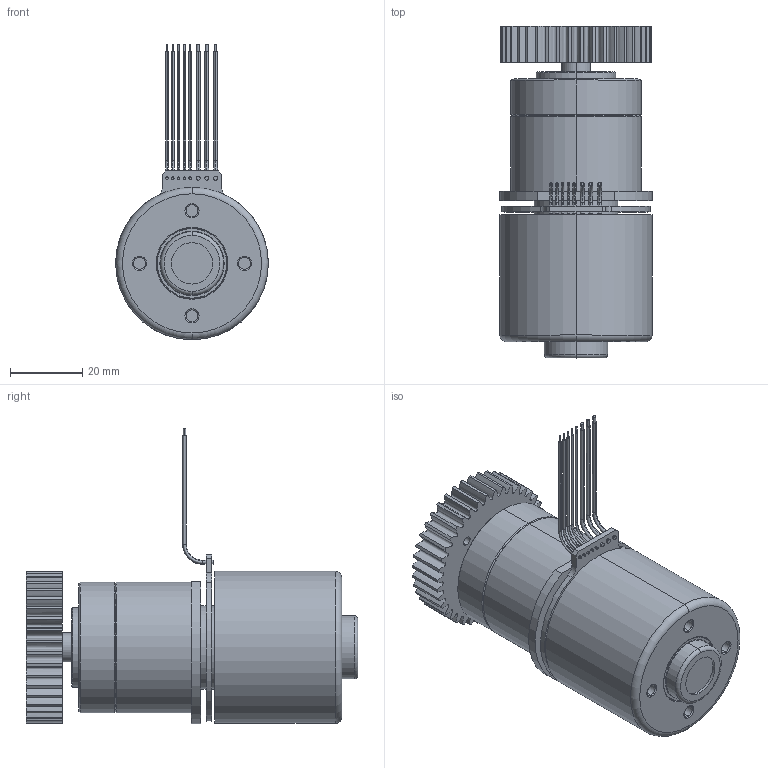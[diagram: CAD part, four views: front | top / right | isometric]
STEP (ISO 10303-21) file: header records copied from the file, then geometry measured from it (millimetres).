
FILE_DESCRIPTION (( 'STEP AP203' ), '1' );
FILE_NAME ('EPB042073S01 R0.STEP', '2024-07-21T08:13:09', ( '' ), ( '' ), 'SwSTEP 2.0', 'SolidWorks 2023', '' );
FILE_SCHEMA (( 'CONFIG_CONTROL_DESIGN' ));
Length unit declared in the file: millimetre
Products named in the file (1): EPB042073S01 R0
Bounding box: 42.2 x 91.6 x 81.6 mm (x, y, z)
Volume: 74805.4 mm3; surface area: 33532.3 mm2
Topology: 4 solids, 4 shells, 428 faces, 985 edges, 608 vertices
Faces by surface type: cylinder 223, plane 65, torus 50, cone 50, bspline 40
Entity records: 19722 total; most frequent: CARTESIAN_POINT 9734, DIRECTION 2229, ORIENTED_EDGE 1954, EDGE_CURVE 977, AXIS2_PLACEMENT_3D 943, VERTEX_POINT 608, CIRCLE 554, EDGE_LOOP 507
